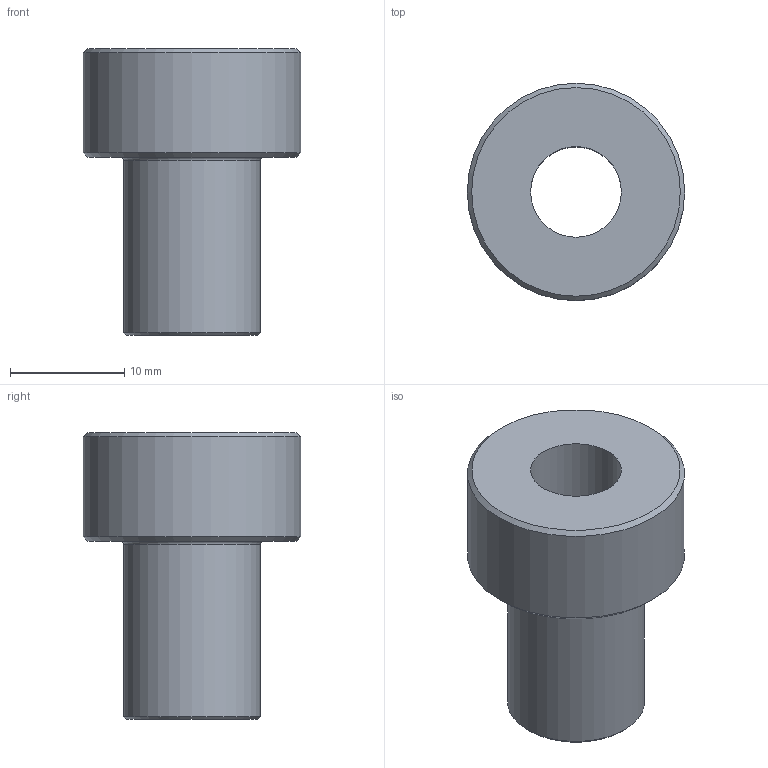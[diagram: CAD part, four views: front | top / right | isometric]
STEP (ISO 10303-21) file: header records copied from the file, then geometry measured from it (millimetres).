
FILE_DESCRIPTION( ( 'STEP AP203' ), '1' );
FILE_NAME( 'VB3_0__2_03.stp', ' ', ( ' ' ), ( ' ' ), 'PSStep 15.0.47', 'PARTsolutions', ' ' );
FILE_SCHEMA( ( 'CONFIG_CONTROL_DESIGN' ) );
Length unit declared in the file: inch
Products named in the file (2): VB3(0); _VB3_B
Assembly tree (1 placements, depth 2):
  VB3(0)
    _VB3_B
Bounding box: 19.05 x 19.05 x 25.15 mm (x, y, z)
Volume: 3221.4 mm3; surface area: 2217 mm2
Topology: 1 solids, 1 shells, 11 faces, 19 edges, 11 vertices
Faces by surface type: cone 4, plane 3, cylinder 3, torus 1
Full cylindrical faces by diameter (mm): 7.95 x1, 11.994 x1, 19.05 x1
Entity records: 307 total; most frequent: DIRECTION 48, CARTESIAN_POINT 35, AXIS2_PLACEMENT_3D 24, EDGE_LOOP 22, ORIENTED_EDGE 22, FACE_OUTER_BOUND 15, ADVANCED_FACE 11, EDGE_CURVE 11
